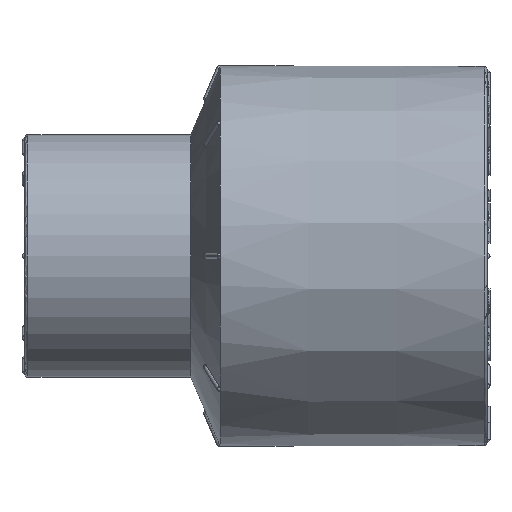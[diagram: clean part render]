
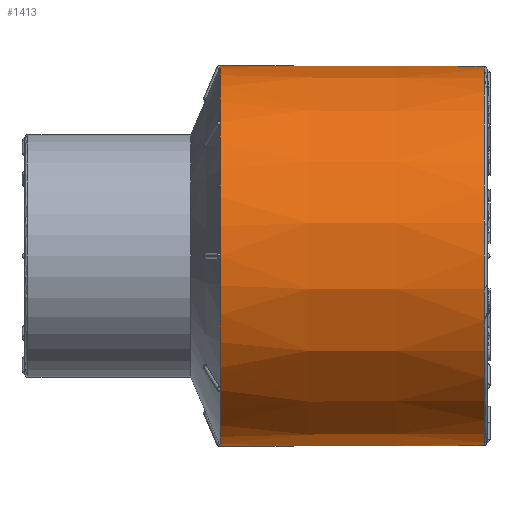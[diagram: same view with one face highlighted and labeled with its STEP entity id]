
A CAD part, left-side view. The second image highlights one B-rep face of the part: STEP entity #1413.
In plain terms, the highlighted conical face has half-angle 0.127 degrees and reference radius 16 mm.
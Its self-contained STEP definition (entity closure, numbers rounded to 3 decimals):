
#1398=CONICAL_SURFACE('',#22837,16.,0.127);
#1413=ADVANCED_FACE('',(#6278,#6279),#1398,.T.);
#6051=CIRCLE('',#22787,16.05);
#6052=CIRCLE('',#22788,16.05);
#6053=CIRCLE('',#22789,16.05);
#6054=CIRCLE('',#22790,16.05);
#6055=CIRCLE('',#22791,16.05);
#6056=CIRCLE('',#22792,16.05);
#6057=CIRCLE('',#22793,16.05);
#6058=CIRCLE('',#22794,16.05);
#6089=CIRCLE('',#22831,16.001);
#6090=CIRCLE('',#22832,16.05);
#6091=CIRCLE('',#22833,16.05);
#6092=CIRCLE('',#22834,16.05);
#6093=CIRCLE('',#22835,16.05);
#6094=CIRCLE('',#22836,16.05);
#6278=FACE_BOUND('',#6364,.T.);
#6279=FACE_BOUND('',#6365,.T.);
#6364=EDGE_LOOP('',(#8592));
#6365=EDGE_LOOP('',(#8593,#8594,#8595,#8596,#8597,#8598,#8599,#8600,#8601,
#8602,#8603,#8604,#8605,#8606,#8607,#8608,#8609,#8610,#8611));
#8592=ORIENTED_EDGE('',*,*,#17986,.T.);
#8593=ORIENTED_EDGE('',*,*,#17893,.T.);
#8594=ORIENTED_EDGE('',*,*,#17886,.T.);
#8595=ORIENTED_EDGE('',*,*,#17987,.T.);
#8596=ORIENTED_EDGE('',*,*,#17988,.T.);
#8597=ORIENTED_EDGE('',*,*,#17940,.T.);
#8598=ORIENTED_EDGE('',*,*,#17989,.T.);
#8599=ORIENTED_EDGE('',*,*,#17932,.T.);
#8600=ORIENTED_EDGE('',*,*,#17990,.T.);
#8601=ORIENTED_EDGE('',*,*,#17991,.T.);
#8602=ORIENTED_EDGE('',*,*,#17924,.T.);
#8603=ORIENTED_EDGE('',*,*,#17917,.T.);
#8604=ORIENTED_EDGE('',*,*,#17992,.T.);
#8605=ORIENTED_EDGE('',*,*,#17993,.T.);
#8606=ORIENTED_EDGE('',*,*,#17994,.T.);
#8607=ORIENTED_EDGE('',*,*,#17909,.T.);
#8608=ORIENTED_EDGE('',*,*,#17995,.T.);
#8609=ORIENTED_EDGE('',*,*,#17901,.T.);
#8610=ORIENTED_EDGE('',*,*,#17996,.T.);
#8611=ORIENTED_EDGE('',*,*,#17997,.T.);
#15548=VERTEX_POINT('',#33500);
#15549=VERTEX_POINT('',#33502);
#15555=VERTEX_POINT('',#33581);
#15562=VERTEX_POINT('',#33667);
#15563=VERTEX_POINT('',#33669);
#15570=VERTEX_POINT('',#33755);
#15571=VERTEX_POINT('',#33757);
#15578=VERTEX_POINT('',#33843);
#15579=VERTEX_POINT('',#33845);
#15585=VERTEX_POINT('',#33924);
#15592=VERTEX_POINT('',#34010);
#15593=VERTEX_POINT('',#34012);
#15600=VERTEX_POINT('',#34098);
#15601=VERTEX_POINT('',#34100);
#15638=VERTEX_POINT('',#34243);
#15639=VERTEX_POINT('',#34248);
#15640=VERTEX_POINT('',#34258);
#15641=VERTEX_POINT('',#34261);
#15642=VERTEX_POINT('',#34266);
#15643=VERTEX_POINT('',#34276);
#17886=EDGE_CURVE('',#15549,#15548,#6051,.T.);
#17893=EDGE_CURVE('',#15555,#15549,#6052,.T.);
#17901=EDGE_CURVE('',#15563,#15562,#6053,.T.);
#17909=EDGE_CURVE('',#15571,#15570,#6054,.T.);
#17917=EDGE_CURVE('',#15579,#15578,#6055,.T.);
#17924=EDGE_CURVE('',#15585,#15579,#6056,.T.);
#17932=EDGE_CURVE('',#15593,#15592,#6057,.T.);
#17940=EDGE_CURVE('',#15601,#15600,#6058,.T.);
#17986=EDGE_CURVE('',#15638,#15638,#6089,.T.);
#17987=EDGE_CURVE('',#15548,#15639,#21419,.T.);
#17988=EDGE_CURVE('',#15639,#15601,#6090,.T.);
#17989=EDGE_CURVE('',#15600,#15593,#21420,.T.);
#17990=EDGE_CURVE('',#15592,#15640,#21421,.T.);
#17991=EDGE_CURVE('',#15640,#15585,#6091,.T.);
#17992=EDGE_CURVE('',#15578,#15641,#6092,.T.);
#17993=EDGE_CURVE('',#15641,#15642,#21422,.T.);
#17994=EDGE_CURVE('',#15642,#15571,#6093,.T.);
#17995=EDGE_CURVE('',#15570,#15563,#21423,.T.);
#17996=EDGE_CURVE('',#15562,#15643,#21424,.T.);
#17997=EDGE_CURVE('',#15643,#15555,#6094,.T.);
#21419=B_SPLINE_CURVE_WITH_KNOTS('',3,(#34244,#34245,#34246,#34247),
 .UNSPECIFIED.,.F.,.F.,(4,4),(0.,1.),.UNSPECIFIED.);
#21420=B_SPLINE_CURVE_WITH_KNOTS('',3,(#34250,#34251,#34252,#34253),
 .UNSPECIFIED.,.F.,.F.,(4,4),(0.,1.),.UNSPECIFIED.);
#21421=B_SPLINE_CURVE_WITH_KNOTS('',3,(#34254,#34255,#34256,#34257),
 .UNSPECIFIED.,.F.,.F.,(4,4),(0.,1.),.UNSPECIFIED.);
#21422=B_SPLINE_CURVE_WITH_KNOTS('',3,(#34262,#34263,#34264,#34265),
 .UNSPECIFIED.,.F.,.F.,(4,4),(0.,1.),.UNSPECIFIED.);
#21423=B_SPLINE_CURVE_WITH_KNOTS('',3,(#34268,#34269,#34270,#34271),
 .UNSPECIFIED.,.F.,.F.,(4,4),(0.,1.),.UNSPECIFIED.);
#21424=B_SPLINE_CURVE_WITH_KNOTS('',3,(#34272,#34273,#34274,#34275),
 .UNSPECIFIED.,.F.,.F.,(4,4),(0.,1.),.UNSPECIFIED.);
#22787=AXIS2_PLACEMENT_3D('',#33501,#24299,#24300);
#22788=AXIS2_PLACEMENT_3D('',#33580,#24301,#24302);
#22789=AXIS2_PLACEMENT_3D('',#33668,#24303,#24304);
#22790=AXIS2_PLACEMENT_3D('',#33756,#24305,#24306);
#22791=AXIS2_PLACEMENT_3D('',#33844,#24307,#24308);
#22792=AXIS2_PLACEMENT_3D('',#33923,#24309,#24310);
#22793=AXIS2_PLACEMENT_3D('',#34011,#24311,#24312);
#22794=AXIS2_PLACEMENT_3D('',#34099,#24313,#24314);
#22831=AXIS2_PLACEMENT_3D('',#34242,#24397,#24398);
#22832=AXIS2_PLACEMENT_3D('',#34249,#24399,#24400);
#22833=AXIS2_PLACEMENT_3D('',#34259,#24401,#24402);
#22834=AXIS2_PLACEMENT_3D('',#34260,#24403,#24404);
#22835=AXIS2_PLACEMENT_3D('',#34267,#24405,#24406);
#22836=AXIS2_PLACEMENT_3D('',#34277,#24407,#24408);
#22837=AXIS2_PLACEMENT_3D('',#34278,#24409,#24410);
#24299=DIRECTION('',(0.,-1.,0.));
#24300=DIRECTION('',(0.,0.,-1.));
#24301=DIRECTION('',(0.,-1.,0.));
#24302=DIRECTION('',(0.,0.,-1.));
#24303=DIRECTION('',(0.,-1.,0.));
#24304=DIRECTION('',(0.,0.,-1.));
#24305=DIRECTION('',(0.,-1.,0.));
#24306=DIRECTION('',(0.,0.,-1.));
#24307=DIRECTION('',(0.,-1.,0.));
#24308=DIRECTION('',(0.,0.,-1.));
#24309=DIRECTION('',(0.,-1.,0.));
#24310=DIRECTION('',(0.,0.,-1.));
#24311=DIRECTION('',(0.,-1.,0.));
#24312=DIRECTION('',(0.,0.,-1.));
#24313=DIRECTION('',(0.,-1.,0.));
#24314=DIRECTION('',(0.,0.,-1.));
#24397=DIRECTION('',(0.,1.,0.));
#24398=DIRECTION('',(0.,0.,-1.));
#24399=DIRECTION('',(0.,-1.,0.));
#24400=DIRECTION('',(0.,0.,-1.));
#24401=DIRECTION('',(0.,-1.,0.));
#24402=DIRECTION('',(0.,0.,-1.));
#24403=DIRECTION('',(0.,-1.,0.));
#24404=DIRECTION('',(0.,0.,-1.));
#24405=DIRECTION('',(0.,-1.,0.));
#24406=DIRECTION('',(0.,0.,-1.));
#24407=DIRECTION('',(0.,-1.,0.));
#24408=DIRECTION('',(0.,0.,-1.));
#24409=DIRECTION('',(0.,1.,0.));
#24410=DIRECTION('',(0.,0.,1.));
#33500=CARTESIAN_POINT('',(9288.043,1034.671,-11.35));
#33501=CARTESIAN_POINT('',(9276.694,1034.671,0.));
#33502=CARTESIAN_POINT('',(9276.694,1034.671,-16.05));
#33580=CARTESIAN_POINT('',(9276.694,1034.671,0.));
#33581=CARTESIAN_POINT('',(9265.346,1034.671,-11.35));
#33667=CARTESIAN_POINT('',(9265.344,1034.671,-11.349));
#33668=CARTESIAN_POINT('',(9276.694,1034.671,0.));
#33669=CARTESIAN_POINT('',(9260.644,1034.671,-0.001));
#33755=CARTESIAN_POINT('',(9260.644,1034.671,0.001));
#33756=CARTESIAN_POINT('',(9276.694,1034.671,0.));
#33757=CARTESIAN_POINT('',(9265.344,1034.671,11.349));
#33843=CARTESIAN_POINT('',(9265.346,1034.671,11.351));
#33844=CARTESIAN_POINT('',(9276.694,1034.671,0.));
#33845=CARTESIAN_POINT('',(9276.694,1034.671,16.05));
#33923=CARTESIAN_POINT('',(9276.694,1034.671,0.));
#33924=CARTESIAN_POINT('',(9288.043,1034.671,11.35));
#34010=CARTESIAN_POINT('',(9288.044,1034.671,11.349));
#34011=CARTESIAN_POINT('',(9276.694,1034.671,0.));
#34012=CARTESIAN_POINT('',(9292.744,1034.671,0.001));
#34098=CARTESIAN_POINT('',(9292.744,1034.671,-0.001));
#34099=CARTESIAN_POINT('',(9276.694,1034.671,0.));
#34100=CARTESIAN_POINT('',(9288.044,1034.671,-11.349));
#34242=CARTESIAN_POINT('',(9276.694,1012.421,0.));
#34243=CARTESIAN_POINT('',(9276.694,1012.421,-16.001));
#34244=CARTESIAN_POINT('',(9288.043,1034.671,-11.35));
#34245=CARTESIAN_POINT('',(9288.043,1034.671,-11.349));
#34246=CARTESIAN_POINT('',(9288.043,1034.671,-11.349));
#34247=CARTESIAN_POINT('',(9288.043,1034.671,-11.349));
#34248=CARTESIAN_POINT('',(9288.043,1034.671,-11.349));
#34249=CARTESIAN_POINT('',(9276.694,1034.671,0.));
#34250=CARTESIAN_POINT('',(9292.744,1034.671,-0.001));
#34251=CARTESIAN_POINT('',(9292.744,1034.671,0.));
#34252=CARTESIAN_POINT('',(9292.744,1034.671,0.));
#34253=CARTESIAN_POINT('',(9292.744,1034.671,0.001));
#34254=CARTESIAN_POINT('',(9288.044,1034.671,11.349));
#34255=CARTESIAN_POINT('',(9288.043,1034.671,11.349));
#34256=CARTESIAN_POINT('',(9288.043,1034.671,11.349));
#34257=CARTESIAN_POINT('',(9288.043,1034.671,11.349));
#34258=CARTESIAN_POINT('',(9288.043,1034.671,11.349));
#34259=CARTESIAN_POINT('',(9276.694,1034.671,0.));
#34260=CARTESIAN_POINT('',(9276.694,1034.671,0.));
#34261=CARTESIAN_POINT('',(9265.346,1034.671,11.35));
#34262=CARTESIAN_POINT('',(9265.346,1034.671,11.35));
#34263=CARTESIAN_POINT('',(9265.345,1034.671,11.349));
#34264=CARTESIAN_POINT('',(9265.345,1034.671,11.349));
#34265=CARTESIAN_POINT('',(9265.345,1034.671,11.349));
#34266=CARTESIAN_POINT('',(9265.345,1034.671,11.349));
#34267=CARTESIAN_POINT('',(9276.694,1034.671,0.));
#34268=CARTESIAN_POINT('',(9260.644,1034.671,0.001));
#34269=CARTESIAN_POINT('',(9260.644,1034.671,0.));
#34270=CARTESIAN_POINT('',(9260.644,1034.671,0.));
#34271=CARTESIAN_POINT('',(9260.644,1034.671,-0.001));
#34272=CARTESIAN_POINT('',(9265.344,1034.671,-11.349));
#34273=CARTESIAN_POINT('',(9265.345,1034.671,-11.349));
#34274=CARTESIAN_POINT('',(9265.345,1034.671,-11.349));
#34275=CARTESIAN_POINT('',(9265.345,1034.671,-11.349));
#34276=CARTESIAN_POINT('',(9265.345,1034.671,-11.349));
#34277=CARTESIAN_POINT('',(9276.694,1034.671,0.));
#34278=CARTESIAN_POINT('',(9276.694,1012.171,0.));
